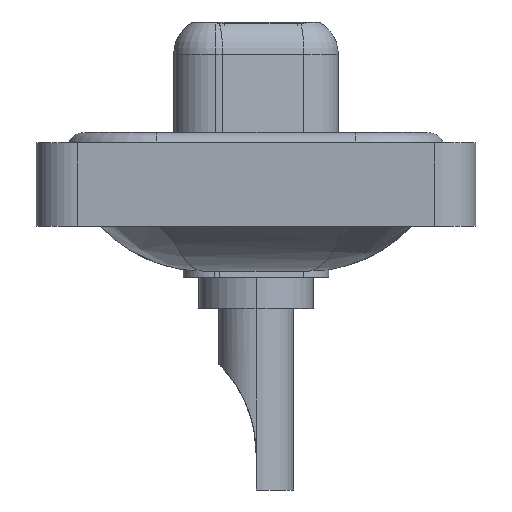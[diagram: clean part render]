
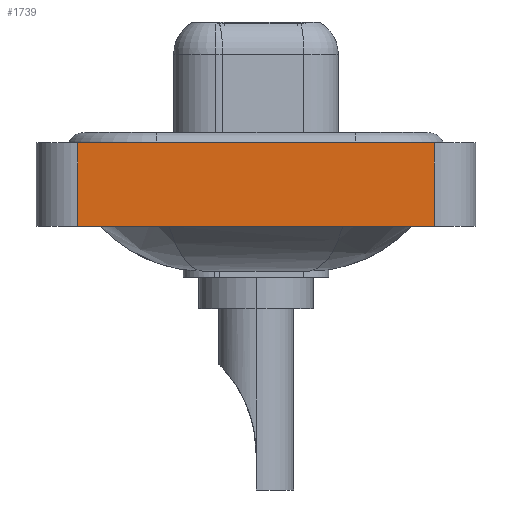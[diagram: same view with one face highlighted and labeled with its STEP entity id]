
A CAD part, left-side view. The second image highlights one B-rep face of the part: STEP entity #1739.
In plain terms, the highlighted planar face has unit normal (-1, 0, 0).
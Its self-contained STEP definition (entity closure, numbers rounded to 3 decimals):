
#44 = LINE ( 'NONE', #13360, #5640 ) ;
#210 = CARTESIAN_POINT ( 'NONE',  ( -7.25, -8.55, -3.6 ) ) ;
#923 = ORIENTED_EDGE ( 'NONE', *, *, #1130, .F. ) ;
#1130 = EDGE_CURVE ( 'NONE', #12741, #7011, #44, .T. ) ;
#1739 = ADVANCED_FACE ( 'NONE', ( #2225 ), #8347, .T. ) ;
#1830 = VERTEX_POINT ( 'NONE', #14814 ) ;
#2225 = FACE_OUTER_BOUND ( 'NONE', #11898, .T. ) ;
#2744 = LINE ( 'NONE', #12708, #5605 ) ;
#3308 = EDGE_CURVE ( 'NONE', #12741, #10093, #14801, .T. ) ;
#3441 = DIRECTION ( 'NONE',  ( 0., 0., 1. ) ) ;
#3511 = EDGE_CURVE ( 'NONE', #7011, #1830, #10167, .T. ) ;
#3808 = DIRECTION ( 'NONE',  ( 0., -1., 0. ) ) ;
#4054 = CARTESIAN_POINT ( 'NONE',  ( -7.25, -8.55, 0.4 ) ) ;
#4932 = CARTESIAN_POINT ( 'NONE',  ( -7.25, -8.55, -3.6 ) ) ;
#5250 = VECTOR ( 'NONE', #13846, 1000. ) ;
#5562 = CARTESIAN_POINT ( 'NONE',  ( -7.25, 8.55, 0.4 ) ) ;
#5581 = CARTESIAN_POINT ( 'NONE',  ( -7.25, 8.55, -3.6 ) ) ;
#5605 = VECTOR ( 'NONE', #12632, 1000. ) ;
#5640 = VECTOR ( 'NONE', #8474, 1000. ) ;
#5984 = CARTESIAN_POINT ( 'NONE',  ( -7.25, -8.55, -3.6 ) ) ;
#6024 = EDGE_CURVE ( 'NONE', #10093, #1830, #2744, .T. ) ;
#7011 = VERTEX_POINT ( 'NONE', #5562 ) ;
#7421 = ORIENTED_EDGE ( 'NONE', *, *, #3308, .T. ) ;
#8347 = PLANE ( 'NONE',  #8688 ) ;
#8474 = DIRECTION ( 'NONE',  ( 0., 0., 1. ) ) ;
#8688 = AXIS2_PLACEMENT_3D ( 'NONE', #5984, #13233, #3441 ) ;
#9326 = ORIENTED_EDGE ( 'NONE', *, *, #6024, .T. ) ;
#10093 = VERTEX_POINT ( 'NONE', #4932 ) ;
#10167 = LINE ( 'NONE', #4054, #5250 ) ;
#11435 = ORIENTED_EDGE ( 'NONE', *, *, #3511, .F. ) ;
#11675 = VECTOR ( 'NONE', #3808, 1000. ) ;
#11898 = EDGE_LOOP ( 'NONE', ( #9326, #11435, #923, #7421 ) ) ;
#12632 = DIRECTION ( 'NONE',  ( 0., 0., 1. ) ) ;
#12708 = CARTESIAN_POINT ( 'NONE',  ( -7.25, -8.55, -3.6 ) ) ;
#12741 = VERTEX_POINT ( 'NONE', #5581 ) ;
#13233 = DIRECTION ( 'NONE',  ( -1., 0., 0. ) ) ;
#13360 = CARTESIAN_POINT ( 'NONE',  ( -7.25, 8.55, -3.6 ) ) ;
#13846 = DIRECTION ( 'NONE',  ( 0., -1., 0. ) ) ;
#14801 = LINE ( 'NONE', #210, #11675 ) ;
#14814 = CARTESIAN_POINT ( 'NONE',  ( -7.25, -8.55, 0.4 ) ) ;
